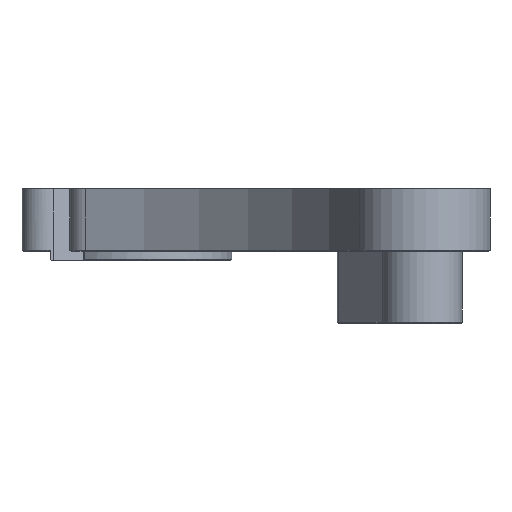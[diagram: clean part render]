
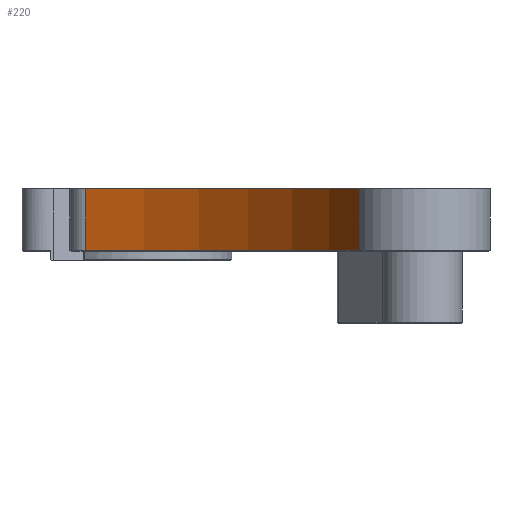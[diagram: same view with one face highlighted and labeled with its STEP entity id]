
A CAD part, front view. The second image highlights one B-rep face of the part: STEP entity #220.
In plain terms, the highlighted cylindrical face has radius 50.8 mm (diameter 101.6 mm), a partial arc.
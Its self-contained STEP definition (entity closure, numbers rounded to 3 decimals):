
#46 = VERTEX_POINT ( 'NONE', #309 ) ;
#86 = DIRECTION ( 'NONE',  ( 0., 0., 1. ) ) ;
#186 = AXIS2_PLACEMENT_3D ( 'NONE', #1076, #86, #938 ) ;
#201 = DIRECTION ( 'NONE',  ( 0., 0., -1. ) ) ;
#220 = ADVANCED_FACE ( 'NONE', ( #1283 ), #1292, .F. ) ;
#296 = ORIENTED_EDGE ( 'NONE', *, *, #904, .T. ) ;
#298 = DIRECTION ( 'NONE',  ( 0., 0., 1. ) ) ;
#304 = CARTESIAN_POINT ( 'NONE',  ( 111.232, -29.22, -6.985 ) ) ;
#305 = CARTESIAN_POINT ( 'NONE',  ( 95.377, -77.482, -6.985 ) ) ;
#309 = CARTESIAN_POINT ( 'NONE',  ( 111.232, -29.22, 0. ) ) ;
#396 = CARTESIAN_POINT ( 'NONE',  ( 111.232, -29.22, -6.858 ) ) ;
#410 = CARTESIAN_POINT ( 'NONE',  ( 141.718, -56.671, -6.858 ) ) ;
#443 = DIRECTION ( 'NONE',  ( 0., 0., 1. ) ) ;
#478 = ORIENTED_EDGE ( 'NONE', *, *, #1213, .F. ) ;
#601 = ORIENTED_EDGE ( 'NONE', *, *, #1203, .F. ) ;
#636 = VECTOR ( 'NONE', #740, 1000. ) ;
#643 = CIRCLE ( 'NONE', #1323, 50.8 ) ;
#740 = DIRECTION ( 'NONE',  ( 0., 0., 1. ) ) ;
#751 = CARTESIAN_POINT ( 'NONE',  ( 95.377, -77.482, 0. ) ) ;
#760 = VERTEX_POINT ( 'NONE', #1342 ) ;
#761 = CARTESIAN_POINT ( 'NONE',  ( 141.718, -56.671, -6.985 ) ) ;
#815 = VERTEX_POINT ( 'NONE', #410 ) ;
#875 = LINE ( 'NONE', #761, #1380 ) ;
#904 = EDGE_CURVE ( 'NONE', #815, #760, #875, .T. ) ;
#938 = DIRECTION ( 'NONE',  ( 1., 0., 0. ) ) ;
#967 = CIRCLE ( 'NONE', #186, 50.8 ) ;
#1076 = CARTESIAN_POINT ( 'NONE',  ( 95.377, -77.482, -6.858 ) ) ;
#1077 = DIRECTION ( 'NONE',  ( -1., 0., 0. ) ) ;
#1090 = EDGE_LOOP ( 'NONE', ( #296, #1177, #601, #478 ) ) ;
#1106 = AXIS2_PLACEMENT_3D ( 'NONE', #305, #298, #1077 ) ;
#1177 = ORIENTED_EDGE ( 'NONE', *, *, #1336, .F. ) ;
#1203 = EDGE_CURVE ( 'NONE', #1246, #46, #1282, .T. ) ;
#1213 = EDGE_CURVE ( 'NONE', #815, #1246, #967, .T. ) ;
#1246 = VERTEX_POINT ( 'NONE', #396 ) ;
#1282 = LINE ( 'NONE', #304, #636 ) ;
#1283 = FACE_OUTER_BOUND ( 'NONE', #1090, .T. ) ;
#1292 = CYLINDRICAL_SURFACE ( 'NONE', #1106, 50.8 ) ;
#1323 = AXIS2_PLACEMENT_3D ( 'NONE', #751, #201, #1417 ) ;
#1336 = EDGE_CURVE ( 'NONE', #46, #760, #643, .T. ) ;
#1342 = CARTESIAN_POINT ( 'NONE',  ( 141.718, -56.671, 0. ) ) ;
#1380 = VECTOR ( 'NONE', #443, 1000. ) ;
#1417 = DIRECTION ( 'NONE',  ( 1., 0., 0. ) ) ;
